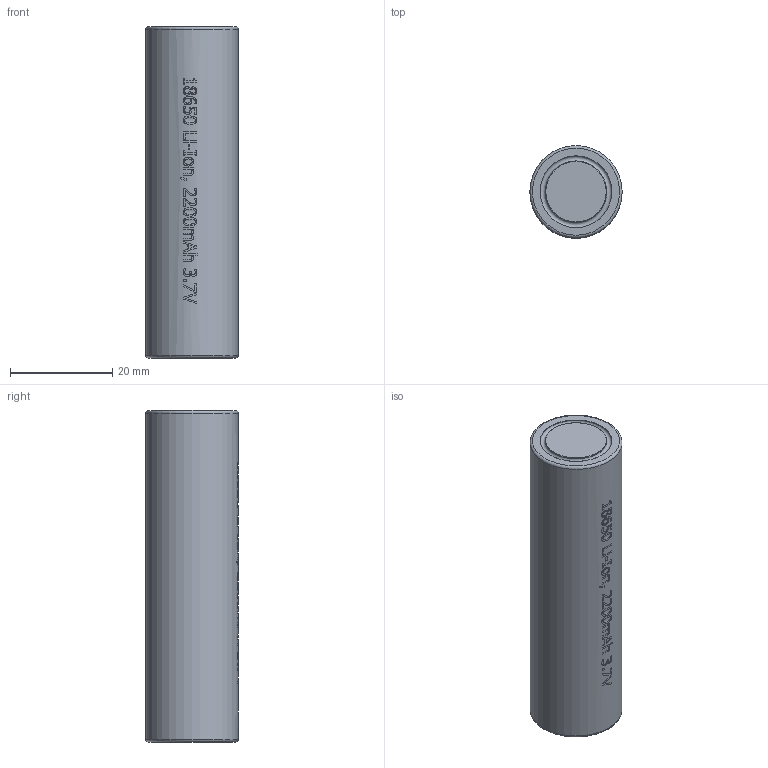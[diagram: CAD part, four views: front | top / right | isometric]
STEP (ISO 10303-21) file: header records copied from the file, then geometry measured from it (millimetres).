
FILE_DESCRIPTION(/* description */ ('18650 - standart cell'),/* implementation_level */ '2;1');
FILE_NAME(/* name */ '18650.stp',/* time_stamp */ '2016-01-10T18:12:39+03:00',/* author */ ('Kostic'),/* organization */ (''),/* preprocessor_version */ 'ST-DEVELOPER v15.6',/* originating_system */ 'Autodesk Inventor 2015',/* authorisation */ '');
FILE_SCHEMA (('AUTOMOTIVE_DESIGN { 1 0 10303 214 3 1 1 }'));
Length unit declared in the file: millimetre
Products named in the file (1): 18650
Bounding box: 18 x 18 x 64.8 mm (x, y, z)
Volume: 16433.5 mm3; surface area: 4183.4 mm2
Topology: 1 solids, 1 shells, 334 faces, 889 edges, 591 vertices
Faces by surface type: bspline 159, plane 135, cylinder 36, torus 4
Full cylindrical faces by diameter (mm): 12 x1, 14 x2, 18 x1
Entity records: 13802 total; most frequent: CARTESIAN_POINT 6367, ORIENTED_EDGE 1762, DIRECTION 1070, EDGE_CURVE 881, VERTEX_POINT 591, LINE 408, VECTOR 408, EDGE_LOOP 376
